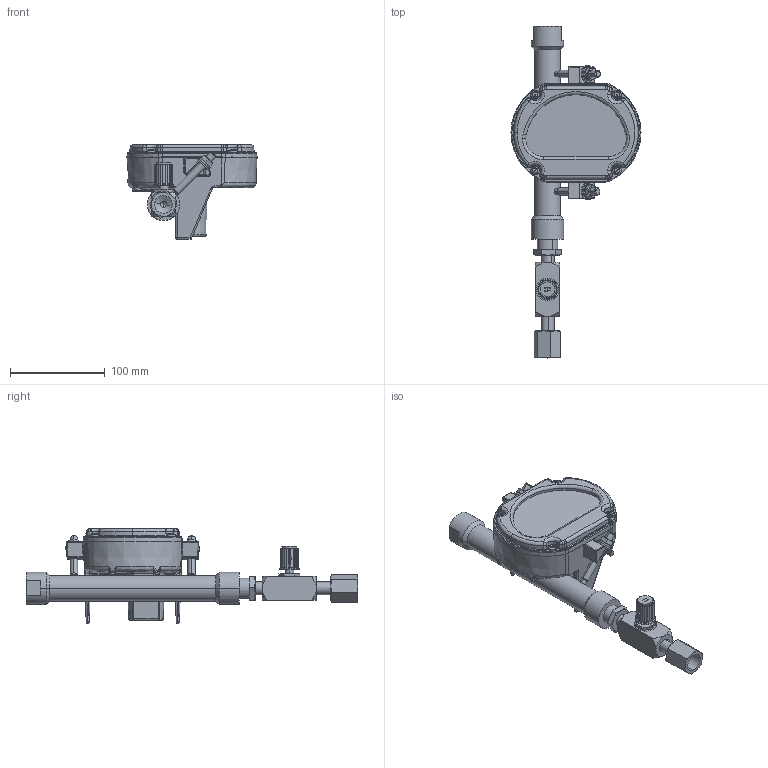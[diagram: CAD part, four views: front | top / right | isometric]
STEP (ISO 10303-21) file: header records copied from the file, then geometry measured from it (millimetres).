
FILE_DESCRIPTION (( 'STEP AP203' ), '1' );
FILE_NAME ('3809G-A-D-07-B-1-B-0.STEP', '2022-01-07T19:08:10', ( '' ), ( '' ), 'SwSTEP 2.0', 'SolidWorks 2020', '' );
FILE_SCHEMA (( 'CONFIG_CONTROL_DESIGN' ));
Length unit declared in the file: inch
Products named in the file (1): 3809G-A-D-07-B-1-B-0
Bounding box: 137.16 x 349.94 x 99.89 mm (x, y, z)
Volume: 419730.2 mm3; surface area: 172189 mm2
Topology: 20 solids, 20 shells, 1589 faces, 3856 edges, 2311 vertices
Faces by surface type: cylinder 507, plane 312, cone 303, bspline 268, torus 189, sphere 10
Entity records: 97233 total; most frequent: CARTESIAN_POINT 62198, ORIENTED_EDGE 7614, DIRECTION 7020, EDGE_CURVE 3807, AXIS2_PLACEMENT_3D 2874, VERTEX_POINT 2311, EDGE_LOOP 1682, ADVANCED_FACE 1589
